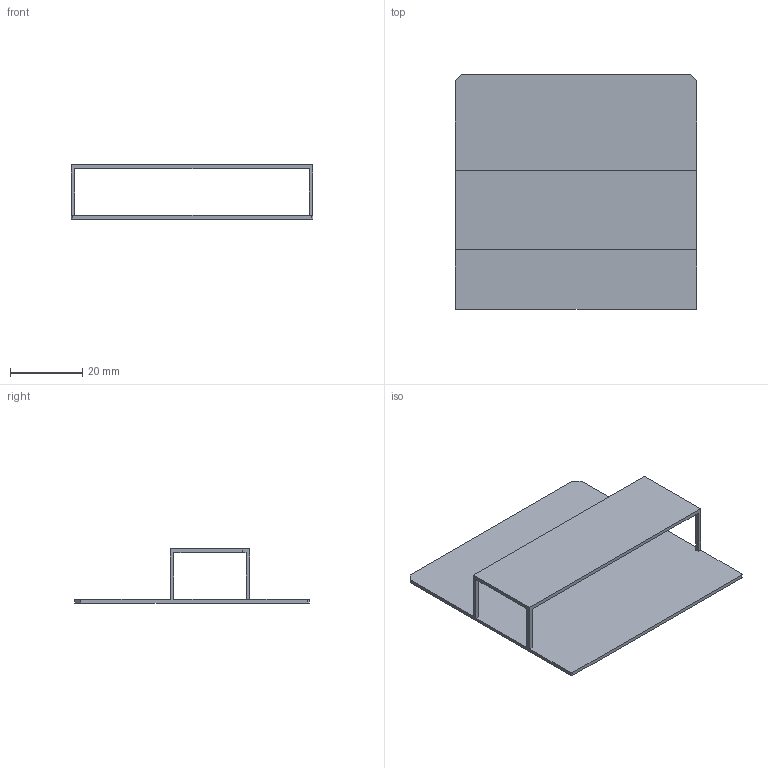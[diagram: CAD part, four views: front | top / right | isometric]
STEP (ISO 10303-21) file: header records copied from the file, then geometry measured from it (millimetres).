
FILE_DESCRIPTION(/* description */ (''),/* implementation_level */ '2;1');
FILE_NAME(/* name */ 'Main_Chasis.step',/* time_stamp */ '2025-12-15T15:10:07+05:30',/* author */ (''),/* organization */ (''),/* preprocessor_version */ 'ST-DEVELOPER v20.1',/* originating_system */ 'Autodesk Translation Framework v14.21.0.0',/* authorisation */ '');
FILE_SCHEMA (('AUTOMOTIVE_DESIGN { 1 0 10303 214 3 1 1 }'));
Length unit declared in the file: millimetre
Products named in the file (1): 2025-12-15-15-10-07-704
Bounding box: 67 x 65 x 15 mm (x, y, z)
Volume: 5878 mm3; surface area: 12291.7 mm2
Topology: 1 solids, 1 shells, 25 faces, 83 edges, 54 vertices
Faces by surface type: plane 23, cylinder 2
Entity records: 934 total; most frequent: ORIENTED_EDGE 166, CARTESIAN_POINT 163, DIRECTION 139, EDGE_CURVE 83, LINE 79, VECTOR 79, VERTEX_POINT 54, AXIS2_PLACEMENT_3D 30
